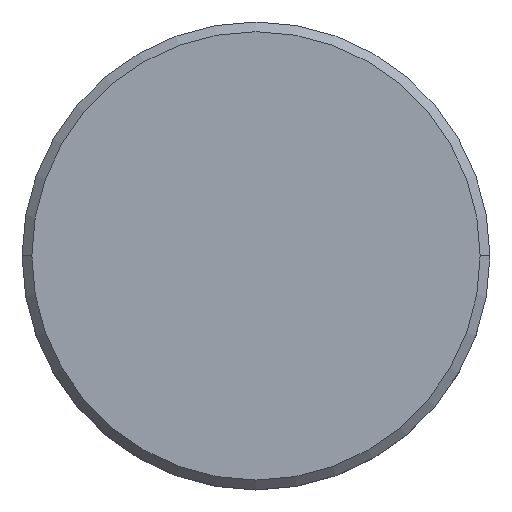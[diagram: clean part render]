
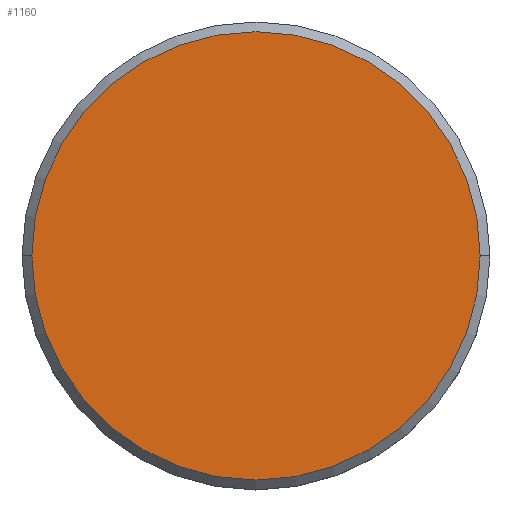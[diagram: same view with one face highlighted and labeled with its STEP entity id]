
A CAD part, top view. The second image highlights one B-rep face of the part: STEP entity #1160.
In plain terms, the highlighted planar face has unit normal (0, 0, 1).
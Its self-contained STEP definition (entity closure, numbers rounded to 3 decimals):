
#31 = VERTEX_POINT ( 'NONE', #735 ) ;
#96 = DIRECTION ( 'NONE',  ( 0., 0., 1. ) ) ;
#163 = CIRCLE ( 'NONE', #584, 11.5 ) ;
#176 = CARTESIAN_POINT ( 'NONE',  ( 0., 0., 0. ) ) ;
#193 = EDGE_CURVE ( 'NONE', #31, #1090, #163, .T. ) ;
#201 = FACE_OUTER_BOUND ( 'NONE', #617, .T. ) ;
#347 = EDGE_CURVE ( 'NONE', #1090, #31, #818, .T. ) ;
#384 = AXIS2_PLACEMENT_3D ( 'NONE', #538, #736, #624 ) ;
#425 = ORIENTED_EDGE ( 'NONE', *, *, #193, .T. ) ;
#538 = CARTESIAN_POINT ( 'NONE',  ( 0., 0., 0. ) ) ;
#584 = AXIS2_PLACEMENT_3D ( 'NONE', #176, #826, #1009 ) ;
#617 = EDGE_LOOP ( 'NONE', ( #425, #1001 ) ) ;
#624 = DIRECTION ( 'NONE',  ( 1., 0., 0. ) ) ;
#735 = CARTESIAN_POINT ( 'NONE',  ( -11.5, 0., 0. ) ) ;
#736 = DIRECTION ( 'NONE',  ( 0., 0., 1. ) ) ;
#764 = PLANE ( 'NONE',  #939 ) ;
#772 = DIRECTION ( 'NONE',  ( 1., 0., 0. ) ) ;
#818 = CIRCLE ( 'NONE', #384, 11.5 ) ;
#826 = DIRECTION ( 'NONE',  ( 0., 0., 1. ) ) ;
#858 = CARTESIAN_POINT ( 'NONE',  ( 0., 0., 0. ) ) ;
#914 = CARTESIAN_POINT ( 'NONE',  ( 11.5, 0., 0. ) ) ;
#939 = AXIS2_PLACEMENT_3D ( 'NONE', #858, #96, #772 ) ;
#1001 = ORIENTED_EDGE ( 'NONE', *, *, #347, .T. ) ;
#1009 = DIRECTION ( 'NONE',  ( 1., 0., 0. ) ) ;
#1090 = VERTEX_POINT ( 'NONE', #914 ) ;
#1160 = ADVANCED_FACE ( 'NONE', ( #201 ), #764, .T. ) ;
